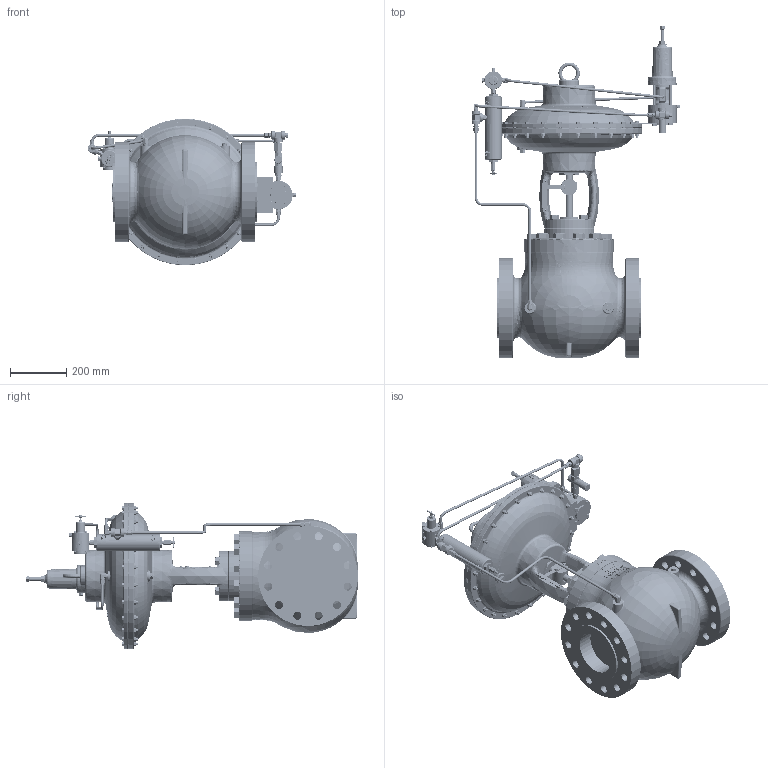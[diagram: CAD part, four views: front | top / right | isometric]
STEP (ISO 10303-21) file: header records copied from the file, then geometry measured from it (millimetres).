
FILE_DESCRIPTION (( 'STEP AP214' ), '1' );
FILE_NAME ('CVC6600RF75-HPBP.STEP', '2022-10-03T17:46:39', ( '' ), ( '' ), 'SwSTEP 2.0', 'SolidWorks 2019', '' );
FILE_SCHEMA (( 'AUTOMOTIVE_DESIGN' ));
Length unit declared in the file: inch
Products named in the file (1): CVC6600RF75-HPBP
Bounding box: 741.21 x 1180.06 x 520.7 mm (x, y, z)
Volume: 63614163.2 mm3; surface area: 3238600.6 mm2
Topology: 1 solids, 25 shells, 6512 faces, 16302 edges, 10175 vertices
Faces by surface type: plane 2518, bspline 1444, cone 1194, cylinder 913, torus 360, sphere 83
Entity records: 368550 total; most frequent: CARTESIAN_POINT 172734, ORIENTED_EDGE 32526, DIRECTION 25117, EDGE_CURVE 16263, VERTEX_POINT 10173, AXIS2_PLACEMENT_3D 9701, EDGE_LOOP 7052, ADVANCED_FACE 6512
